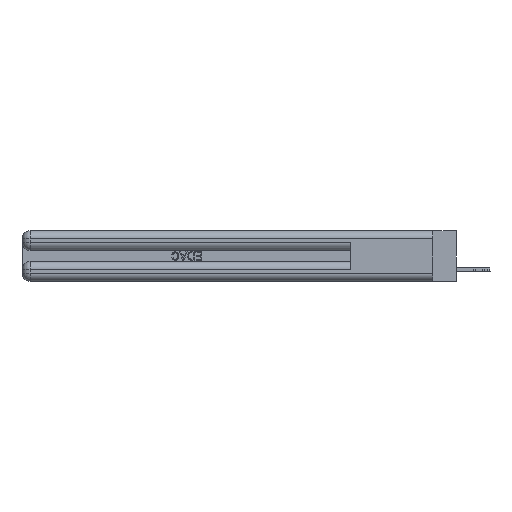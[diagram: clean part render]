
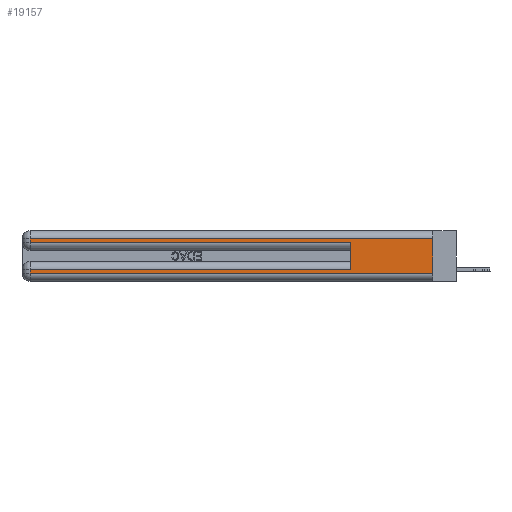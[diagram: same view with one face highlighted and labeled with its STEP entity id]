
A CAD part, left-side view. The second image highlights one B-rep face of the part: STEP entity #19157.
In plain terms, the highlighted planar face has unit normal (-1, 0, 0).
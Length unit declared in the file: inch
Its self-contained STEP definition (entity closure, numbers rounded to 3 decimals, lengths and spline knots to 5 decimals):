
#135 = EDGE_LOOP ( 'NONE', ( #14915, #14773, #28942, #29738, #41713, #29266, #19258, #32197 ) ) ;
#325 = CARTESIAN_POINT ( 'NONE',  ( 0., 0., 0.06 ) ) ;
#880 = VERTEX_POINT ( 'NONE', #39099 ) ;
#1700 = VECTOR ( 'NONE', #39302, 39.37008 ) ;
#2040 = CARTESIAN_POINT ( 'NONE',  ( 0., 0., 0.37 ) ) ;
#3548 = EDGE_CURVE ( 'NONE', #880, #29422, #19494, .T. ) ;
#3699 = FACE_OUTER_BOUND ( 'NONE', #135, .T. ) ;
#3748 = CARTESIAN_POINT ( 'NONE',  ( 0., 2.94, 0.31 ) ) ;
#5262 = LINE ( 'NONE', #34342, #25883 ) ;
#5357 = DIRECTION ( 'NONE',  ( 0., -1., 0. ) ) ;
#5510 = VECTOR ( 'NONE', #11337, 39.37008 ) ;
#7040 = DIRECTION ( 'NONE',  ( 0., -1., 0. ) ) ;
#9410 = DIRECTION ( 'NONE',  ( 0., 0., -1. ) ) ;
#10538 = VERTEX_POINT ( 'NONE', #3748 ) ;
#10976 = DIRECTION ( 'NONE',  ( 0., 0., -1. ) ) ;
#11027 = LINE ( 'NONE', #14712, #25446 ) ;
#11337 = DIRECTION ( 'NONE',  ( 0., 1., 0. ) ) ;
#12702 = PLANE ( 'NONE',  #21175 ) ;
#13528 = VECTOR ( 'NONE', #36891, 39.37008 ) ;
#14712 = CARTESIAN_POINT ( 'NONE',  ( 0., 0., 0.37 ) ) ;
#14773 = ORIENTED_EDGE ( 'NONE', *, *, #44201, .T. ) ;
#14915 = ORIENTED_EDGE ( 'NONE', *, *, #46050, .F. ) ;
#15722 = LINE ( 'NONE', #17972, #1700 ) ;
#15962 = EDGE_CURVE ( 'NONE', #10538, #23311, #37451, .T. ) ;
#17504 = CARTESIAN_POINT ( 'NONE',  ( 0., 2.94, 0.285 ) ) ;
#17972 = CARTESIAN_POINT ( 'NONE',  ( 0., 0.6, 0.145 ) ) ;
#19157 = ADVANCED_FACE ( 'NONE', ( #3699 ), #12702, .F. ) ;
#19258 = ORIENTED_EDGE ( 'NONE', *, *, #34485, .T. ) ;
#19324 = DIRECTION ( 'NONE',  ( 0., 1., 0. ) ) ;
#19494 = LINE ( 'NONE', #29181, #5510 ) ;
#19824 = DIRECTION ( 'NONE',  ( 1., 0., 0. ) ) ;
#20510 = EDGE_CURVE ( 'NONE', #40159, #20643, #32023, .T. ) ;
#20643 = VERTEX_POINT ( 'NONE', #325 ) ;
#21175 = AXIS2_PLACEMENT_3D ( 'NONE', #2040, #19824, #9410 ) ;
#21685 = DIRECTION ( 'NONE',  ( 0., 0., -1. ) ) ;
#22548 = CARTESIAN_POINT ( 'NONE',  ( 0., 2.94, 0.37 ) ) ;
#22910 = CARTESIAN_POINT ( 'NONE',  ( 0., 0., 0.31 ) ) ;
#23142 = VECTOR ( 'NONE', #7040, 39.37008 ) ;
#23311 = VERTEX_POINT ( 'NONE', #17504 ) ;
#25113 = CARTESIAN_POINT ( 'NONE',  ( 0., 2.94, 0.37 ) ) ;
#25446 = VECTOR ( 'NONE', #21685, 39.37008 ) ;
#25883 = VECTOR ( 'NONE', #5357, 39.37008 ) ;
#28896 = VERTEX_POINT ( 'NONE', #43896 ) ;
#28942 = ORIENTED_EDGE ( 'NONE', *, *, #15962, .T. ) ;
#29181 = CARTESIAN_POINT ( 'NONE',  ( 0., 0., 0.085 ) ) ;
#29266 = ORIENTED_EDGE ( 'NONE', *, *, #3548, .T. ) ;
#29422 = VERTEX_POINT ( 'NONE', #39719 ) ;
#29546 = VECTOR ( 'NONE', #19324, 39.37008 ) ;
#29738 = ORIENTED_EDGE ( 'NONE', *, *, #40475, .T. ) ;
#29750 = VECTOR ( 'NONE', #10976, 39.37008 ) ;
#32023 = LINE ( 'NONE', #35395, #23142 ) ;
#32197 = ORIENTED_EDGE ( 'NONE', *, *, #20510, .T. ) ;
#34342 = CARTESIAN_POINT ( 'NONE',  ( 0., 0., 0.285 ) ) ;
#34485 = EDGE_CURVE ( 'NONE', #29422, #40159, #45355, .T. ) ;
#35395 = CARTESIAN_POINT ( 'NONE',  ( 0., 0., 0.06 ) ) ;
#36891 = DIRECTION ( 'NONE',  ( 0., 0., -1. ) ) ;
#37451 = LINE ( 'NONE', #22548, #13528 ) ;
#38850 = CARTESIAN_POINT ( 'NONE',  ( 0., 0.6, 0.285 ) ) ;
#39099 = CARTESIAN_POINT ( 'NONE',  ( 0., 0.6, 0.085 ) ) ;
#39256 = CARTESIAN_POINT ( 'NONE',  ( 0., 2.94, 0.06 ) ) ;
#39302 = DIRECTION ( 'NONE',  ( 0., 0., 1. ) ) ;
#39518 = VERTEX_POINT ( 'NONE', #38850 ) ;
#39719 = CARTESIAN_POINT ( 'NONE',  ( 0., 2.94, 0.085 ) ) ;
#40159 = VERTEX_POINT ( 'NONE', #39256 ) ;
#40475 = EDGE_CURVE ( 'NONE', #23311, #39518, #5262, .T. ) ;
#40706 = LINE ( 'NONE', #22910, #29546 ) ;
#41713 = ORIENTED_EDGE ( 'NONE', *, *, #44004, .F. ) ;
#43896 = CARTESIAN_POINT ( 'NONE',  ( 0., 0., 0.31 ) ) ;
#44004 = EDGE_CURVE ( 'NONE', #880, #39518, #15722, .T. ) ;
#44201 = EDGE_CURVE ( 'NONE', #28896, #10538, #40706, .T. ) ;
#45355 = LINE ( 'NONE', #25113, #29750 ) ;
#46050 = EDGE_CURVE ( 'NONE', #28896, #20643, #11027, .T. ) ;
